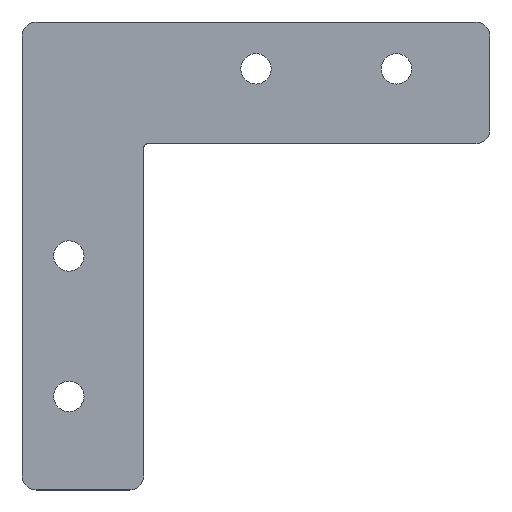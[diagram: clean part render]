
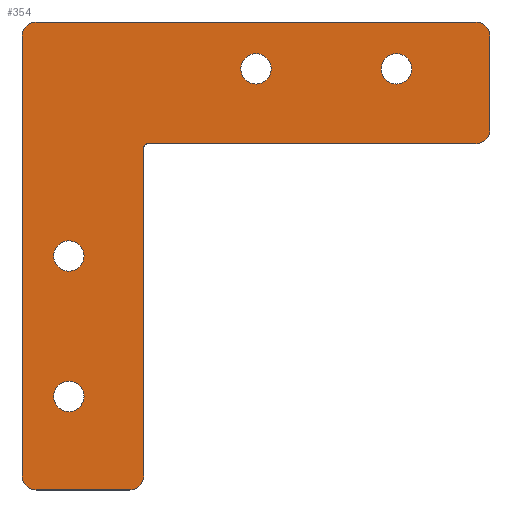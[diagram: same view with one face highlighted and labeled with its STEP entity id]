
A CAD part, top view. The second image highlights one B-rep face of the part: STEP entity #354.
In plain terms, the highlighted planar face has unit normal (0, 0, 1).
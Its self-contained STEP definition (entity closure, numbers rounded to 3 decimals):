
#19=FACE_BOUND('',#71,.T.);
#20=FACE_BOUND('',#72,.T.);
#21=FACE_BOUND('',#73,.T.);
#22=FACE_BOUND('',#74,.T.);
#30=PLANE('',#415);
#48=FACE_OUTER_BOUND('',#70,.T.);
#70=EDGE_LOOP('',(#311,#312,#313,#314,#315,#316,#317,#318,#319,#320,#321,
#322));
#71=EDGE_LOOP('',(#323));
#72=EDGE_LOOP('',(#324));
#73=EDGE_LOOP('',(#325));
#74=EDGE_LOOP('',(#326));
#81=LINE('',#558,#109);
#88=LINE('',#576,#116);
#95=LINE('',#601,#123);
#99=LINE('',#611,#127);
#101=LINE('',#617,#129);
#102=LINE('',#619,#130);
#109=VECTOR('',#456,10.);
#116=VECTOR('',#471,10.);
#123=VECTOR('',#498,10.);
#127=VECTOR('',#508,10.);
#129=VECTOR('',#516,10.);
#130=VECTOR('',#519,10.);
#131=CIRCLE('',#379,3.25);
#133=CIRCLE('',#382,3.25);
#135=CIRCLE('',#385,3.25);
#137=CIRCLE('',#388,3.25);
#139=CIRCLE('',#391,1.);
#142=CIRCLE('',#396,3.);
#147=CIRCLE('',#404,3.);
#148=CIRCLE('',#406,3.);
#149=CIRCLE('',#409,3.);
#150=CIRCLE('',#412,3.);
#151=VERTEX_POINT('',#524);
#153=VERTEX_POINT('',#530);
#155=VERTEX_POINT('',#536);
#157=VERTEX_POINT('',#542);
#159=VERTEX_POINT('',#548);
#160=VERTEX_POINT('',#549);
#163=VERTEX_POINT('',#557);
#167=VERTEX_POINT('',#566);
#168=VERTEX_POINT('',#568);
#170=VERTEX_POINT('',#574);
#177=VERTEX_POINT('',#595);
#178=VERTEX_POINT('',#596);
#179=VERTEX_POINT('',#603);
#180=VERTEX_POINT('',#605);
#181=VERTEX_POINT('',#609);
#182=VERTEX_POINT('',#613);
#183=EDGE_CURVE('',#151,#151,#131,.T.);
#186=EDGE_CURVE('',#153,#153,#133,.T.);
#189=EDGE_CURVE('',#155,#155,#135,.T.);
#192=EDGE_CURVE('',#157,#157,#137,.T.);
#195=EDGE_CURVE('',#159,#160,#139,.T.);
#199=EDGE_CURVE('',#163,#160,#81,.T.);
#204=EDGE_CURVE('',#167,#168,#142,.T.);
#208=EDGE_CURVE('',#167,#170,#88,.T.);
#217=EDGE_CURVE('',#163,#170,#147,.T.);
#218=EDGE_CURVE('',#177,#178,#148,.T.);
#221=EDGE_CURVE('',#177,#168,#95,.T.);
#223=EDGE_CURVE('',#179,#180,#149,.T.);
#226=EDGE_CURVE('',#179,#181,#99,.T.);
#228=EDGE_CURVE('',#182,#181,#150,.T.);
#229=EDGE_CURVE('',#182,#178,#101,.T.);
#230=EDGE_CURVE('',#159,#180,#102,.T.);
#311=ORIENTED_EDGE('',*,*,#204,.F.);
#312=ORIENTED_EDGE('',*,*,#208,.T.);
#313=ORIENTED_EDGE('',*,*,#217,.F.);
#314=ORIENTED_EDGE('',*,*,#199,.T.);
#315=ORIENTED_EDGE('',*,*,#195,.F.);
#316=ORIENTED_EDGE('',*,*,#230,.T.);
#317=ORIENTED_EDGE('',*,*,#223,.F.);
#318=ORIENTED_EDGE('',*,*,#226,.T.);
#319=ORIENTED_EDGE('',*,*,#228,.F.);
#320=ORIENTED_EDGE('',*,*,#229,.T.);
#321=ORIENTED_EDGE('',*,*,#218,.F.);
#322=ORIENTED_EDGE('',*,*,#221,.T.);
#323=ORIENTED_EDGE('',*,*,#183,.T.);
#324=ORIENTED_EDGE('',*,*,#186,.T.);
#325=ORIENTED_EDGE('',*,*,#189,.T.);
#326=ORIENTED_EDGE('',*,*,#192,.T.);
#354=ADVANCED_FACE('',(#48,#19,#20,#21,#22),#30,.T.);
#379=AXIS2_PLACEMENT_3D('',#525,#420,#421);
#382=AXIS2_PLACEMENT_3D('',#531,#427,#428);
#385=AXIS2_PLACEMENT_3D('',#537,#434,#435);
#388=AXIS2_PLACEMENT_3D('',#543,#441,#442);
#391=AXIS2_PLACEMENT_3D('',#550,#448,#449);
#396=AXIS2_PLACEMENT_3D('',#569,#464,#465);
#404=AXIS2_PLACEMENT_3D('',#593,#488,#489);
#406=AXIS2_PLACEMENT_3D('',#597,#492,#493);
#409=AXIS2_PLACEMENT_3D('',#606,#502,#503);
#412=AXIS2_PLACEMENT_3D('',#615,#512,#513);
#415=AXIS2_PLACEMENT_3D('',#620,#520,#521);
#420=DIRECTION('center_axis',(0.,0.,-1.));
#421=DIRECTION('ref_axis',(1.,0.,0.));
#427=DIRECTION('center_axis',(0.,0.,-1.));
#428=DIRECTION('ref_axis',(1.,0.,0.));
#434=DIRECTION('center_axis',(0.,0.,-1.));
#435=DIRECTION('ref_axis',(1.,0.,0.));
#441=DIRECTION('center_axis',(0.,0.,-1.));
#442=DIRECTION('ref_axis',(1.,0.,0.));
#448=DIRECTION('center_axis',(0.,0.,1.));
#449=DIRECTION('ref_axis',(-0.707,0.707,0.));
#456=DIRECTION('',(0.,1.,0.));
#464=DIRECTION('center_axis',(0.,0.,-1.));
#465=DIRECTION('ref_axis',(-0.707,-0.707,0.));
#471=DIRECTION('',(1.,0.,0.));
#488=DIRECTION('center_axis',(0.,0.,-1.));
#489=DIRECTION('ref_axis',(0.707,-0.707,0.));
#492=DIRECTION('center_axis',(0.,0.,-1.));
#493=DIRECTION('ref_axis',(-0.707,0.707,0.));
#498=DIRECTION('',(0.,-1.,0.));
#502=DIRECTION('center_axis',(0.,0.,-1.));
#503=DIRECTION('ref_axis',(0.707,-0.707,0.));
#508=DIRECTION('',(0.,1.,0.));
#512=DIRECTION('center_axis',(0.,0.,-1.));
#513=DIRECTION('ref_axis',(0.707,0.707,0.));
#516=DIRECTION('',(-1.,0.,0.));
#519=DIRECTION('',(1.,0.,0.));
#520=DIRECTION('center_axis',(0.,0.,1.));
#521=DIRECTION('ref_axis',(1.,0.,0.));
#524=CARTESIAN_POINT('',(-56.25,-17.,1.));
#525=CARTESIAN_POINT('Origin',(-53.,-17.,1.));
#530=CARTESIAN_POINT('',(13.75,53.,1.));
#531=CARTESIAN_POINT('Origin',(17.,53.,1.));
#536=CARTESIAN_POINT('',(-16.25,53.,1.));
#537=CARTESIAN_POINT('Origin',(-13.,53.,1.));
#542=CARTESIAN_POINT('',(-56.25,13.,1.));
#543=CARTESIAN_POINT('Origin',(-53.,13.,1.));
#548=CARTESIAN_POINT('',(-36.,37.,1.));
#549=CARTESIAN_POINT('',(-37.,36.,1.));
#550=CARTESIAN_POINT('Origin',(-36.,36.,1.));
#557=CARTESIAN_POINT('',(-37.,-34.,1.));
#558=CARTESIAN_POINT('',(-37.,37.,1.));
#566=CARTESIAN_POINT('',(-60.,-37.,1.));
#568=CARTESIAN_POINT('',(-63.,-34.,1.));
#569=CARTESIAN_POINT('Origin',(-60.,-34.,1.));
#574=CARTESIAN_POINT('',(-40.,-37.,1.));
#576=CARTESIAN_POINT('',(-37.,-37.,1.));
#593=CARTESIAN_POINT('Origin',(-40.,-34.,1.));
#595=CARTESIAN_POINT('',(-63.,60.,1.));
#596=CARTESIAN_POINT('',(-60.,63.,1.));
#597=CARTESIAN_POINT('Origin',(-60.,60.,1.));
#601=CARTESIAN_POINT('',(-63.,-37.,1.));
#603=CARTESIAN_POINT('',(37.,40.,1.));
#605=CARTESIAN_POINT('',(34.,37.,1.));
#606=CARTESIAN_POINT('Origin',(34.,40.,1.));
#609=CARTESIAN_POINT('',(37.,60.,1.));
#611=CARTESIAN_POINT('',(37.,63.,1.));
#613=CARTESIAN_POINT('',(34.,63.,1.));
#615=CARTESIAN_POINT('Origin',(34.,60.,1.));
#617=CARTESIAN_POINT('',(-63.,63.,1.));
#619=CARTESIAN_POINT('',(37.,37.,1.));
#620=CARTESIAN_POINT('Origin',(-26.69,26.69,1.));
